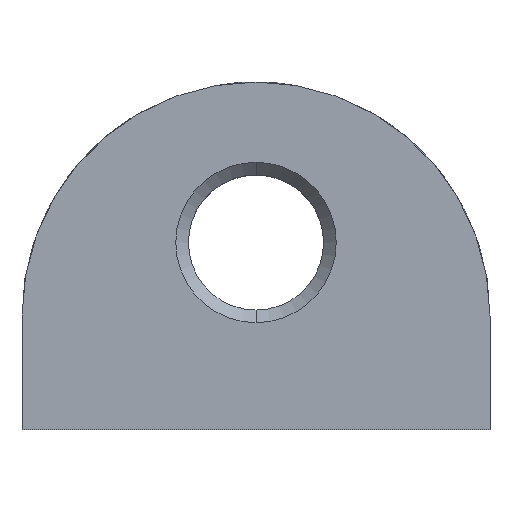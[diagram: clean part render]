
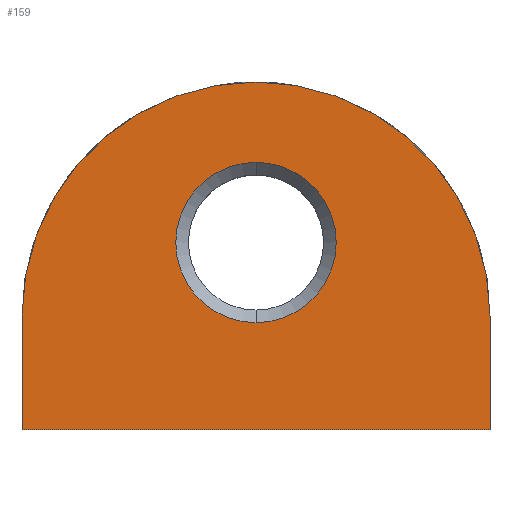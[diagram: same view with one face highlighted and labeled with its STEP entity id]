
A CAD part, top view. The second image highlights one B-rep face of the part: STEP entity #159.
In plain terms, the highlighted planar face has unit normal (0, 0, 1).
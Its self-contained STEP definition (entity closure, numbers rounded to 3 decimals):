
#159=ADVANCED_FACE('',(#336,#337),#338,.T.);
#336=FACE_BOUND('',#523,.T.);
#337=FACE_OUTER_BOUND('',#524,.T.);
#338=PLANE('',#525);
#523=EDGE_LOOP('',(#944,#945));
#524=EDGE_LOOP('',(#946,#947,#948,#949));
#525=AXIS2_PLACEMENT_3D('',#950,#951,#952);
#944=ORIENTED_EDGE('',*,*,#1103,.T.);
#945=ORIENTED_EDGE('',*,*,#1195,.T.);
#946=ORIENTED_EDGE('',*,*,#1233,.T.);
#947=ORIENTED_EDGE('',*,*,#1185,.T.);
#948=ORIENTED_EDGE('',*,*,#1229,.T.);
#949=ORIENTED_EDGE('',*,*,#1160,.T.);
#950=CARTESIAN_POINT('',(0.0,8.5,6.0));
#951=DIRECTION('',(0.0,0.0,1.0));
#952=DIRECTION('',(1.0,0.0,0.0));
#1103=EDGE_CURVE('',#1313,#1317,#1319,.T.);
#1160=EDGE_CURVE('',#1409,#1407,#1410,.T.);
#1185=EDGE_CURVE('',#1446,#1444,#1447,.T.);
#1195=EDGE_CURVE('',#1317,#1313,#1458,.T.);
#1229=EDGE_CURVE('',#1444,#1409,#1504,.T.);
#1233=EDGE_CURVE('',#1407,#1446,#1508,.T.);
#1313=VERTEX_POINT('',#1682);
#1317=VERTEX_POINT('',#1687);
#1319=CIRCLE('',#1690,6.0);
#1407=VERTEX_POINT('',#1883);
#1409=VERTEX_POINT('',#1886);
#1410=LINE('',#1887,#1888);
#1444=VERTEX_POINT('',#1950);
#1446=VERTEX_POINT('',#1953);
#1447=LINE('',#1954,#1955);
#1458=CIRCLE('',#2001,6.0);
#1504=LINE('',#2060,#2061);
#1508=CIRCLE('',#2065,17.5);
#1682=CARTESIAN_POINT('',(0.0,20.0,6.0));
#1687=CARTESIAN_POINT('',(0.,8.0,6.0));
#1690=AXIS2_PLACEMENT_3D('',#2193,#2194,#2195);
#1883=CARTESIAN_POINT('',(17.5,8.5,6.0));
#1886=CARTESIAN_POINT('',(17.5,0.0,6.0));
#1887=CARTESIAN_POINT('',(17.5,4.25,6.0));
#1888=VECTOR('',#2268,1.0);
#1950=CARTESIAN_POINT('',(-17.5,0.0,6.0));
#1953=CARTESIAN_POINT('',(-17.5,8.5,6.0));
#1954=CARTESIAN_POINT('',(-17.5,4.25,6.0));
#1955=VECTOR('',#2296,1.0);
#2001=AXIS2_PLACEMENT_3D('',#2304,#2305,#2306);
#2060=CARTESIAN_POINT('',(0.0,0.0,6.0));
#2061=VECTOR('',#2347,1.0);
#2065=AXIS2_PLACEMENT_3D('',#2351,#2352,#2353);
#2193=CARTESIAN_POINT('',(0.,14.0,6.0));
#2194=DIRECTION('',(0.0,0.0,-1.0));
#2195=DIRECTION('',(0.0,1.0,0.0));
#2268=DIRECTION('',(0.0,1.0,0.0));
#2296=DIRECTION('',(0.0,-1.0,0.0));
#2304=CARTESIAN_POINT('',(0.,14.0,6.0));
#2305=DIRECTION('',(0.0,0.0,-1.0));
#2306=DIRECTION('',(0.0,1.0,0.0));
#2347=DIRECTION('',(1.0,0.0,0.0));
#2351=CARTESIAN_POINT('',(0.0,8.5,6.0));
#2352=DIRECTION('',(0.0,0.0,1.0));
#2353=DIRECTION('',(1.0,0.0,0.0));
